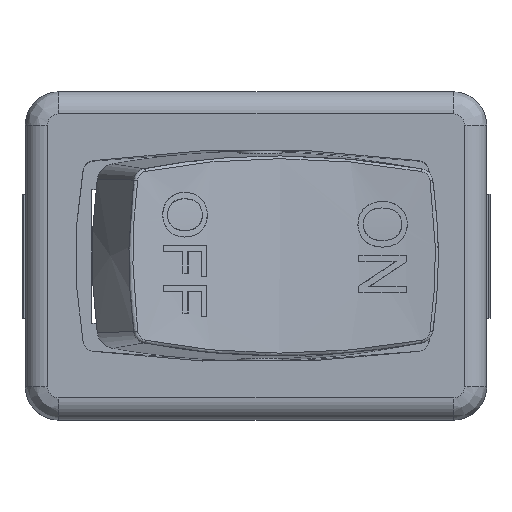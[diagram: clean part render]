
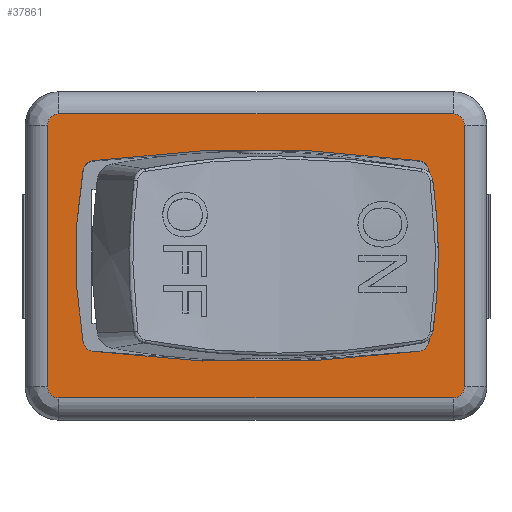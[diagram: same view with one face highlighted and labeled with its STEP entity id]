
A CAD part, top view. The second image highlights one B-rep face of the part: STEP entity #37861.
In plain terms, the highlighted planar face has unit normal (0, 0, 1).
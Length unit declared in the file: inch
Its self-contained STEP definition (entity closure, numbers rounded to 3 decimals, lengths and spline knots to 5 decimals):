
#160=CARTESIAN_POINT('',(0.30832,0.14421,0.62992));
#161=VERTEX_POINT('',#160);
#162=CARTESIAN_POINT('',(0.31196,0.13458,0.62992));
#163=VERTEX_POINT('',#162);
#164=CARTESIAN_POINT('',(0.28742,0.13121,0.62992));
#165=DIRECTION('',(0.0,0.0,-1.0));
#166=DIRECTION('',(-1.0,0.0,0.0));
#167=AXIS2_PLACEMENT_3D('',#164,#165,#166);
#168=ELLIPSE('',#167,0.02478,0.02419);
#169=EDGE_CURVE('',#161,#163,#168,.T.);
#281=CARTESIAN_POINT('',(0.31196,-0.13458,0.62992));
#282=VERTEX_POINT('',#281);
#283=CARTESIAN_POINT('',(-0.66872,0.0,0.62992));
#284=DIRECTION('',(0.0,0.0,-1.0));
#285=DIRECTION('',(-1.0,0.0,0.0));
#286=AXIS2_PLACEMENT_3D('',#283,#284,#285);
#287=ELLIPSE('',#286,0.99033,0.96682);
#288=EDGE_CURVE('',#163,#282,#287,.T.);
#9682=CARTESIAN_POINT('',(0.30832,-0.14421,0.62992));
#9683=VERTEX_POINT('',#9682);
#9684=CARTESIAN_POINT('',(0.28742,-0.13121,0.62992));
#9685=DIRECTION('',(0.0,0.0,-1.0));
#9686=DIRECTION('',(1.0,0.0,0.0));
#9687=AXIS2_PLACEMENT_3D('',#9684,#9685,#9686);
#9688=ELLIPSE('',#9687,0.02478,0.02419);
#9689=EDGE_CURVE('',#282,#9683,#9688,.T.);
#9724=CARTESIAN_POINT('',(0.30678,0.15309,0.62992));
#9725=VERTEX_POINT('',#9724);
#9726=CARTESIAN_POINT('',(-0.54573,0.,0.62992));
#9727=DIRECTION('',(0.0,0.0,-1.0));
#9728=DIRECTION('',(-0.984,0.177,0.0));
#9729=AXIS2_PLACEMENT_3D('',#9726,#9727,#9728);
#9730=CIRCLE('',#9729,0.86614);
#9731=EDGE_CURVE('',#9725,#161,#9730,.T.);
#9750=CARTESIAN_POINT('',(0.30678,-0.15309,0.62992));
#9751=VERTEX_POINT('',#9750);
#9758=CARTESIAN_POINT('',(-0.54573,0.,0.62992));
#9759=DIRECTION('',(0.0,0.0,-1.0));
#9760=DIRECTION('',(-0.984,0.177,0.0));
#9761=AXIS2_PLACEMENT_3D('',#9758,#9759,#9760);
#9762=CIRCLE('',#9761,0.86614);
#9763=EDGE_CURVE('',#9683,#9751,#9762,.T.);
#37017=CARTESIAN_POINT('',(0.29004,0.16911,0.62992));
#37018=VERTEX_POINT('',#37017);
#37025=CARTESIAN_POINT('',(-0.29004,0.16911,0.62992));
#37026=VERTEX_POINT('',#37025);
#37027=CARTESIAN_POINT('',(0.,-1.97673,0.62992));
#37028=DIRECTION('',(0.0,0.0,-1.0));
#37029=DIRECTION('',(-0.134,-0.991,0.0));
#37030=AXIS2_PLACEMENT_3D('',#37027,#37028,#37029);
#37031=CIRCLE('',#37030,2.16535);
#37032=EDGE_CURVE('',#37026,#37018,#37031,.T.);
#37063=CARTESIAN_POINT('',(-0.30678,0.15309,0.62992));
#37064=VERTEX_POINT('',#37063);
#37065=CARTESIAN_POINT('',(-0.2874,0.14961,0.62992));
#37066=DIRECTION('',(0.0,0.0,-1.0));
#37067=DIRECTION('',(0.134,-0.991,0.0));
#37068=AXIS2_PLACEMENT_3D('',#37065,#37066,#37067);
#37069=CIRCLE('',#37068,0.01969);
#37070=EDGE_CURVE('',#37064,#37026,#37069,.T.);
#37096=CARTESIAN_POINT('',(-0.30678,-0.15309,0.62992));
#37097=VERTEX_POINT('',#37096);
#37098=CARTESIAN_POINT('',(0.54573,0.,0.62992));
#37099=DIRECTION('',(0.0,0.0,-1.0));
#37100=DIRECTION('',(0.984,-0.177,0.0));
#37101=AXIS2_PLACEMENT_3D('',#37098,#37099,#37100);
#37102=CIRCLE('',#37101,0.86614);
#37103=EDGE_CURVE('',#37097,#37064,#37102,.T.);
#37129=CARTESIAN_POINT('',(-0.29004,-0.16911,0.62992));
#37130=VERTEX_POINT('',#37129);
#37131=CARTESIAN_POINT('',(-0.2874,-0.14961,0.62992));
#37132=DIRECTION('',(0.0,0.0,-1.0));
#37133=DIRECTION('',(0.984,0.177,0.0));
#37134=AXIS2_PLACEMENT_3D('',#37131,#37132,#37133);
#37135=CIRCLE('',#37134,0.01969);
#37136=EDGE_CURVE('',#37130,#37097,#37135,.T.);
#37162=CARTESIAN_POINT('',(0.29004,-0.16911,0.62992));
#37163=VERTEX_POINT('',#37162);
#37164=CARTESIAN_POINT('',(0.,1.97673,0.62992));
#37165=DIRECTION('',(0.0,0.0,-1.0));
#37166=DIRECTION('',(0.134,0.991,0.0));
#37167=AXIS2_PLACEMENT_3D('',#37164,#37165,#37166);
#37168=CIRCLE('',#37167,2.16535);
#37169=EDGE_CURVE('',#37163,#37130,#37168,.T.);
#37198=CARTESIAN_POINT('',(0.2874,-0.14961,0.62992));
#37199=DIRECTION('',(0.0,0.0,-1.0));
#37200=DIRECTION('',(-0.134,0.991,0.0));
#37201=AXIS2_PLACEMENT_3D('',#37198,#37199,#37200);
#37202=CIRCLE('',#37201,0.01969);
#37203=EDGE_CURVE('',#9751,#37163,#37202,.T.);
#37222=CARTESIAN_POINT('',(0.2874,0.14961,0.62992));
#37223=DIRECTION('',(0.0,0.0,-1.0));
#37224=DIRECTION('',(-0.984,-0.177,0.0));
#37225=AXIS2_PLACEMENT_3D('',#37222,#37223,#37224);
#37226=CIRCLE('',#37225,0.01969);
#37227=EDGE_CURVE('',#37018,#9725,#37226,.T.);
#37310=CARTESIAN_POINT('',(-0.37008,-0.23228,0.62992));
#37311=VERTEX_POINT('',#37310);
#37319=CARTESIAN_POINT('',(-0.37008,0.23228,0.62992));
#37320=VERTEX_POINT('',#37319);
#37321=CARTESIAN_POINT('',(-0.37008,-0.23228,0.62992));
#37322=DIRECTION('',(0.0,1.0,0.0));
#37323=VECTOR('',#37322,0.46457);
#37324=LINE('',#37321,#37323);
#37325=EDGE_CURVE('',#37311,#37320,#37324,.T.);
#37400=CARTESIAN_POINT('',(-0.35039,-0.25197,0.62992));
#37401=VERTEX_POINT('',#37400);
#37409=CARTESIAN_POINT('',(-0.35039,-0.23228,0.62992));
#37410=DIRECTION('',(0.0,0.0,-1.0));
#37411=DIRECTION('',(-0.707,-0.707,0.0));
#37412=AXIS2_PLACEMENT_3D('',#37409,#37410,#37411);
#37413=CIRCLE('',#37412,0.01969);
#37414=EDGE_CURVE('',#37401,#37311,#37413,.T.);
#37480=CARTESIAN_POINT('',(-0.35039,0.25197,0.62992));
#37481=VERTEX_POINT('',#37480);
#37499=CARTESIAN_POINT('',(-0.35039,0.23228,0.62992));
#37500=DIRECTION('',(0.0,0.0,-1.0));
#37501=DIRECTION('',(-0.707,0.707,0.0));
#37502=AXIS2_PLACEMENT_3D('',#37499,#37500,#37501);
#37503=CIRCLE('',#37502,0.01969);
#37504=EDGE_CURVE('',#37320,#37481,#37503,.T.);
#37516=CARTESIAN_POINT('',(0.35039,-0.25197,0.62992));
#37517=VERTEX_POINT('',#37516);
#37525=CARTESIAN_POINT('',(0.35039,-0.25197,0.62992));
#37526=DIRECTION('',(-1.0,0.0,0.0));
#37527=VECTOR('',#37526,0.70079);
#37528=LINE('',#37525,#37527);
#37529=EDGE_CURVE('',#37517,#37401,#37528,.T.);
#37546=CARTESIAN_POINT('',(0.35039,0.25197,0.62992));
#37547=VERTEX_POINT('',#37546);
#37564=CARTESIAN_POINT('',(-0.35039,0.25197,0.62992));
#37565=DIRECTION('',(1.0,0.0,0.0));
#37566=VECTOR('',#37565,0.70079);
#37567=LINE('',#37564,#37566);
#37568=EDGE_CURVE('',#37481,#37547,#37567,.T.);
#37628=CARTESIAN_POINT('',(0.37008,-0.23228,0.62992));
#37629=VERTEX_POINT('',#37628);
#37637=CARTESIAN_POINT('',(0.35039,-0.23228,0.62992));
#37638=DIRECTION('',(0.0,0.0,-1.0));
#37639=DIRECTION('',(0.707,-0.707,0.0));
#37640=AXIS2_PLACEMENT_3D('',#37637,#37638,#37639);
#37641=CIRCLE('',#37640,0.01969);
#37642=EDGE_CURVE('',#37629,#37517,#37641,.T.);
#37708=CARTESIAN_POINT('',(0.37008,0.23228,0.62992));
#37709=VERTEX_POINT('',#37708);
#37727=CARTESIAN_POINT('',(0.35039,0.23228,0.62992));
#37728=DIRECTION('',(0.0,0.0,-1.0));
#37729=DIRECTION('',(0.707,0.707,0.0));
#37730=AXIS2_PLACEMENT_3D('',#37727,#37728,#37729);
#37731=CIRCLE('',#37730,0.01969);
#37732=EDGE_CURVE('',#37547,#37709,#37731,.T.);
#37750=CARTESIAN_POINT('',(0.37008,0.23228,0.62992));
#37751=DIRECTION('',(0.0,-1.0,0.0));
#37752=VECTOR('',#37751,0.46457);
#37753=LINE('',#37750,#37752);
#37754=EDGE_CURVE('',#37709,#37629,#37753,.T.);
#37832=CARTESIAN_POINT('',(-0.40709,-0.27717,0.62992));
#37833=DIRECTION('',(0.0,0.0,1.0));
#37834=DIRECTION('',(1.0,0.0,0.0));
#37835=AXIS2_PLACEMENT_3D('',#37832,#37833,#37834);
#37836=PLANE('',#37835);
#37837=ORIENTED_EDGE('',*,*,#37325,.F.);
#37838=ORIENTED_EDGE('',*,*,#37414,.F.);
#37839=ORIENTED_EDGE('',*,*,#37529,.F.);
#37840=ORIENTED_EDGE('',*,*,#37642,.F.);
#37841=ORIENTED_EDGE('',*,*,#37754,.F.);
#37842=ORIENTED_EDGE('',*,*,#37732,.F.);
#37843=ORIENTED_EDGE('',*,*,#37568,.F.);
#37844=ORIENTED_EDGE('',*,*,#37504,.F.);
#37845=EDGE_LOOP('',(#37837,#37838,#37839,#37840,#37841,#37842,#37843,#37844));
#37846=FACE_OUTER_BOUND('',#37845,.T.);
#37847=ORIENTED_EDGE('',*,*,#9689,.T.);
#37848=ORIENTED_EDGE('',*,*,#9763,.T.);
#37849=ORIENTED_EDGE('',*,*,#37203,.T.);
#37850=ORIENTED_EDGE('',*,*,#37169,.T.);
#37851=ORIENTED_EDGE('',*,*,#37136,.T.);
#37852=ORIENTED_EDGE('',*,*,#37103,.T.);
#37853=ORIENTED_EDGE('',*,*,#37070,.T.);
#37854=ORIENTED_EDGE('',*,*,#37032,.T.);
#37855=ORIENTED_EDGE('',*,*,#37227,.T.);
#37856=ORIENTED_EDGE('',*,*,#9731,.T.);
#37857=ORIENTED_EDGE('',*,*,#169,.T.);
#37858=ORIENTED_EDGE('',*,*,#288,.T.);
#37859=EDGE_LOOP('',(#37847,#37848,#37849,#37850,#37851,#37852,#37853,#37854,#37855,#37856,#37857,#37858));
#37860=FACE_BOUND('',#37859,.T.);
#37861=ADVANCED_FACE('',(#37846,#37860),#37836,.T.);
